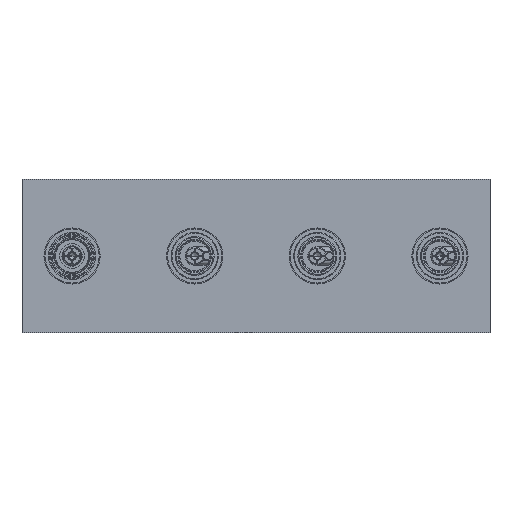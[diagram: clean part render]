
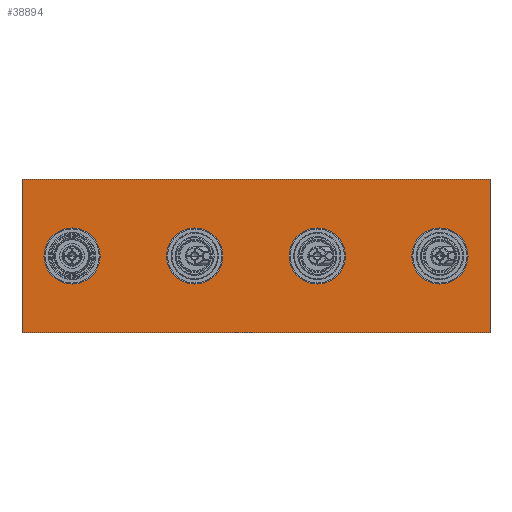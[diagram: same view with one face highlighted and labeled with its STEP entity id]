
A CAD part, front view. The second image highlights one B-rep face of the part: STEP entity #38894.
In plain terms, the highlighted planar face has unit normal (0, -1, 0).
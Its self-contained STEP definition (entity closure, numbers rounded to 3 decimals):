
#38647=DIRECTION('',(1.,0.,0.));
#38648=VECTOR('',#38647,458.);
#38649=CARTESIAN_POINT('',(-229.,0.,75.));
#38650=LINE('',#38649,#38648);
#38651=DIRECTION('',(0.,0.,-1.));
#38652=VECTOR('',#38651,150.);
#38653=CARTESIAN_POINT('',(229.,0.,75.));
#38654=LINE('',#38653,#38652);
#38655=DIRECTION('',(-1.,0.,0.));
#38656=VECTOR('',#38655,458.);
#38657=CARTESIAN_POINT('',(229.,0.,-75.));
#38658=LINE('',#38657,#38656);
#38659=DIRECTION('',(0.,0.,1.));
#38660=VECTOR('',#38659,150.);
#38661=CARTESIAN_POINT('',(-229.,0.,-75.));
#38662=LINE('',#38661,#38660);
#38663=CARTESIAN_POINT('',(-60.,0.,0.));
#38664=DIRECTION('',(0.,1.,0.));
#38665=DIRECTION('',(1.,0.,0.));
#38666=AXIS2_PLACEMENT_3D('',#38663,#38664,#38665);
#38668=CARTESIAN_POINT('',(-60.,0.,0.));
#38669=DIRECTION('',(0.,1.,0.));
#38670=DIRECTION('',(-1.,0.,0.));
#38671=AXIS2_PLACEMENT_3D('',#38668,#38669,#38670);
#38673=CARTESIAN_POINT('',(180.,0.,0.));
#38674=DIRECTION('',(0.,1.,0.));
#38675=DIRECTION('',(1.,0.,0.));
#38676=AXIS2_PLACEMENT_3D('',#38673,#38674,#38675);
#38678=CARTESIAN_POINT('',(180.,0.,0.));
#38679=DIRECTION('',(0.,1.,0.));
#38680=DIRECTION('',(-1.,0.,0.));
#38681=AXIS2_PLACEMENT_3D('',#38678,#38679,#38680);
#38683=CARTESIAN_POINT('',(-180.,0.,0.));
#38684=DIRECTION('',(0.,1.,0.));
#38685=DIRECTION('',(1.,0.,0.));
#38686=AXIS2_PLACEMENT_3D('',#38683,#38684,#38685);
#38688=CARTESIAN_POINT('',(-180.,0.,0.));
#38689=DIRECTION('',(0.,1.,0.));
#38690=DIRECTION('',(-1.,0.,0.));
#38691=AXIS2_PLACEMENT_3D('',#38688,#38689,#38690);
#38693=CARTESIAN_POINT('',(60.,0.,0.));
#38694=DIRECTION('',(0.,1.,0.));
#38695=DIRECTION('',(1.,0.,0.));
#38696=AXIS2_PLACEMENT_3D('',#38693,#38694,#38695);
#38698=CARTESIAN_POINT('',(60.,0.,0.));
#38699=DIRECTION('',(0.,1.,0.));
#38700=DIRECTION('',(-1.,0.,0.));
#38701=AXIS2_PLACEMENT_3D('',#38698,#38699,#38700);
#38807=CARTESIAN_POINT('',(-229.,0.,75.));
#38808=CARTESIAN_POINT('',(229.,0.,75.));
#38809=VERTEX_POINT('',#38807);
#38810=VERTEX_POINT('',#38808);
#38811=CARTESIAN_POINT('',(229.,0.,-75.));
#38812=VERTEX_POINT('',#38811);
#38813=CARTESIAN_POINT('',(-229.,0.,-75.));
#38814=VERTEX_POINT('',#38813);
#38823=CARTESIAN_POINT('',(-32.5,0.,0.));
#38824=CARTESIAN_POINT('',(-87.5,0.,0.));
#38825=VERTEX_POINT('',#38823);
#38826=VERTEX_POINT('',#38824);
#38827=CARTESIAN_POINT('',(207.5,0.,0.));
#38828=CARTESIAN_POINT('',(152.5,0.,0.));
#38829=VERTEX_POINT('',#38827);
#38830=VERTEX_POINT('',#38828);
#38831=CARTESIAN_POINT('',(-152.5,0.,0.));
#38832=CARTESIAN_POINT('',(-207.5,0.,0.));
#38833=VERTEX_POINT('',#38831);
#38834=VERTEX_POINT('',#38832);
#38847=CARTESIAN_POINT('',(87.5,0.,0.));
#38848=CARTESIAN_POINT('',(32.5,0.,0.));
#38849=VERTEX_POINT('',#38847);
#38850=VERTEX_POINT('',#38848);
#38855=CARTESIAN_POINT('',(0.,0.,0.));
#38856=DIRECTION('',(0.,1.,0.));
#38857=DIRECTION('',(1.,0.,0.));
#38858=AXIS2_PLACEMENT_3D('',#38855,#38856,#38857);
#38859=PLANE('',#38858);
#38861=ORIENTED_EDGE('',*,*,#38860,.T.);
#38863=ORIENTED_EDGE('',*,*,#38862,.T.);
#38865=ORIENTED_EDGE('',*,*,#38864,.T.);
#38867=ORIENTED_EDGE('',*,*,#38866,.T.);
#38868=EDGE_LOOP('',(#38861,#38863,#38865,#38867));
#38869=FACE_OUTER_BOUND('',#38868,.F.);
#38871=ORIENTED_EDGE('',*,*,#38870,.F.);
#38873=ORIENTED_EDGE('',*,*,#38872,.F.);
#38874=EDGE_LOOP('',(#38871,#38873));
#38875=FACE_BOUND('',#38874,.F.);
#38877=ORIENTED_EDGE('',*,*,#38876,.F.);
#38879=ORIENTED_EDGE('',*,*,#38878,.F.);
#38880=EDGE_LOOP('',(#38877,#38879));
#38881=FACE_BOUND('',#38880,.F.);
#38883=ORIENTED_EDGE('',*,*,#38882,.F.);
#38885=ORIENTED_EDGE('',*,*,#38884,.F.);
#38886=EDGE_LOOP('',(#38883,#38885));
#38887=FACE_BOUND('',#38886,.F.);
#38889=ORIENTED_EDGE('',*,*,#38888,.F.);
#38891=ORIENTED_EDGE('',*,*,#38890,.F.);
#38892=EDGE_LOOP('',(#38889,#38891));
#38893=FACE_BOUND('',#38892,.F.);
#38894=ADVANCED_FACE('',(#38869,#38875,#38881,#38887,#38893),#38859,.F.);
#38667=CIRCLE('',#38666,27.5);
#38672=CIRCLE('',#38671,27.5);
#38677=CIRCLE('',#38676,27.5);
#38682=CIRCLE('',#38681,27.5);
#38687=CIRCLE('',#38686,27.5);
#38692=CIRCLE('',#38691,27.5);
#38697=CIRCLE('',#38696,27.5);
#38702=CIRCLE('',#38701,27.5);
#38860=EDGE_CURVE('',#38809,#38810,#38650,.T.);
#38862=EDGE_CURVE('',#38810,#38812,#38654,.T.);
#38864=EDGE_CURVE('',#38812,#38814,#38658,.T.);
#38866=EDGE_CURVE('',#38814,#38809,#38662,.T.);
#38870=EDGE_CURVE('',#38825,#38826,#38667,.T.);
#38872=EDGE_CURVE('',#38826,#38825,#38672,.T.);
#38876=EDGE_CURVE('',#38829,#38830,#38677,.T.);
#38878=EDGE_CURVE('',#38830,#38829,#38682,.T.);
#38882=EDGE_CURVE('',#38833,#38834,#38687,.T.);
#38884=EDGE_CURVE('',#38834,#38833,#38692,.T.);
#38888=EDGE_CURVE('',#38849,#38850,#38697,.T.);
#38890=EDGE_CURVE('',#38850,#38849,#38702,.T.);
